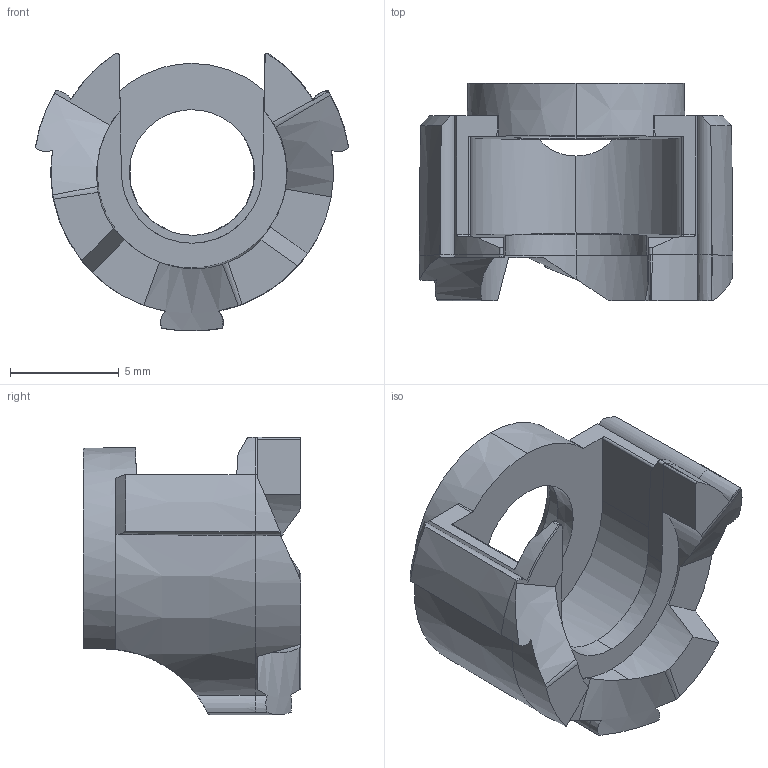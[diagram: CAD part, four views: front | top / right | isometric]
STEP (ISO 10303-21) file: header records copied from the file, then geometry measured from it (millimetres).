
FILE_DESCRIPTION (( 'STEP AP214' ), '1' );
FILE_NAME ('2116-H.STEP', '2016-06-01T14:26:00', ( '' ), ( '' ), 'SwSTEP 2.0', 'SolidWorks 2015', '' );
FILE_SCHEMA (( 'AUTOMOTIVE_DESIGN' ));
Length unit declared in the file: millimetre
Products named in the file (1): 2116-H
Bounding box: 14.42 x 10 x 12.78 mm (x, y, z)
Volume: 452.9 mm3; surface area: 758.4 mm2
Topology: 1 solids, 1 shells, 99 faces, 271 edges, 173 vertices
Faces by surface type: cone 38, plane 30, cylinder 19, bspline 12
Entity records: 3735 total; most frequent: CARTESIAN_POINT 1467, ORIENTED_EDGE 542, DIRECTION 380, EDGE_CURVE 271, VERTEX_POINT 173, AXIS2_PLACEMENT_3D 151, B_SPLINE_CURVE_WITH_KNOTS 102, EDGE_LOOP 102
